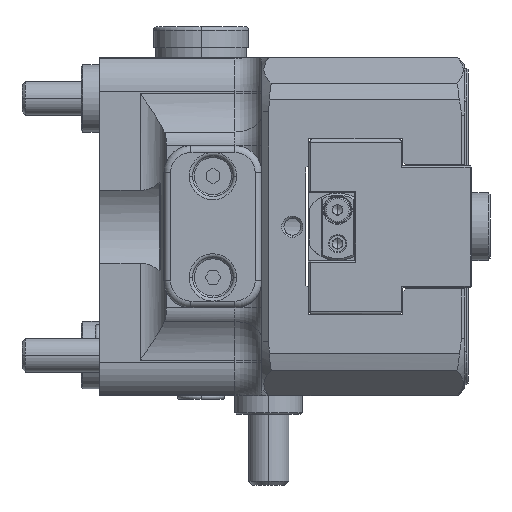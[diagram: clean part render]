
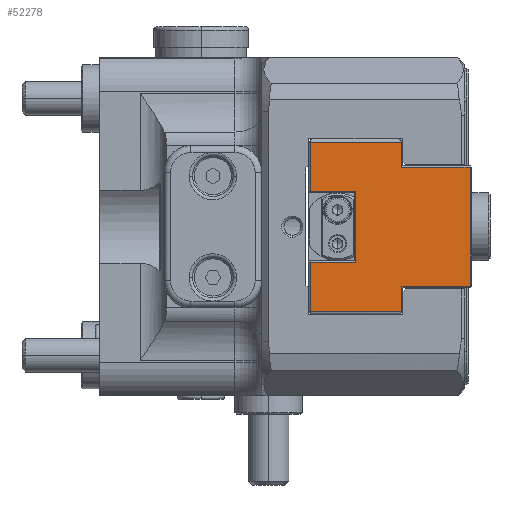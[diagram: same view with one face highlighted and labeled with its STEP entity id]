
A CAD part, left-side view. The second image highlights one B-rep face of the part: STEP entity #52278.
In plain terms, the highlighted planar face has unit normal (-1, 0, 0).
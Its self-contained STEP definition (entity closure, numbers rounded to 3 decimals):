
#361 = EDGE_CURVE ( 'NONE', #6342, #61374, #62888, .T. ) ;
#1109 = ORIENTED_EDGE ( 'NONE', *, *, #42276, .T. ) ;
#1442 = DIRECTION ( 'NONE',  ( 0., 0., -1. ) ) ;
#3571 = ORIENTED_EDGE ( 'NONE', *, *, #48266, .T. ) ;
#4045 = CARTESIAN_POINT ( 'NONE',  ( -49.256, 10.372, 8.8 ) ) ;
#4106 = ORIENTED_EDGE ( 'NONE', *, *, #49588, .T. ) ;
#4575 = DIRECTION ( 'NONE',  ( 0., 1., 0. ) ) ;
#5544 = LINE ( 'NONE', #37076, #58111 ) ;
#5781 = CARTESIAN_POINT ( 'NONE',  ( -49.256, 23.85, -12.519 ) ) ;
#6342 = VERTEX_POINT ( 'NONE', #29553 ) ;
#6512 = VERTEX_POINT ( 'NONE', #42146 ) ;
#7012 = LINE ( 'NONE', #61907, #34160 ) ;
#7379 = CARTESIAN_POINT ( 'NONE',  ( -49.256, 23.85, -12.519 ) ) ;
#7585 = CARTESIAN_POINT ( 'NONE',  ( -49.256, 10.372, 12.518 ) ) ;
#8708 = CARTESIAN_POINT ( 'NONE',  ( -49.256, 23.85, -5.25 ) ) ;
#8908 = CARTESIAN_POINT ( 'NONE',  ( -49.256, 17.15, -5.05 ) ) ;
#9100 = CARTESIAN_POINT ( 'NONE',  ( -49.256, 0.2, 9. ) ) ;
#9336 = CARTESIAN_POINT ( 'NONE',  ( -49.256, 23.85, 12.519 ) ) ;
#9629 = CARTESIAN_POINT ( 'NONE',  ( -49.256, 0., 0. ) ) ;
#10222 = EDGE_CURVE ( 'NONE', #33236, #12974, #18720, .T. ) ;
#12974 = VERTEX_POINT ( 'NONE', #67841 ) ;
#13417 = VECTOR ( 'NONE', #1442, 1000. ) ;
#13770 = EDGE_CURVE ( 'NONE', #6512, #38177, #70030, .T. ) ;
#15463 = ORIENTED_EDGE ( 'NONE', *, *, #52696, .T. ) ;
#15522 = CARTESIAN_POINT ( 'NONE',  ( -49.256, 17.35, 5.25 ) ) ;
#15741 = EDGE_CURVE ( 'NONE', #21188, #6342, #7012, .T. ) ;
#15808 = PLANE ( 'NONE',  #60896 ) ;
#18720 = LINE ( 'NONE', #8908, #31456 ) ;
#19524 = CARTESIAN_POINT ( 'NONE',  ( -49.256, 10.372, -8.8 ) ) ;
#19761 = ORIENTED_EDGE ( 'NONE', *, *, #37732, .T. ) ;
#20945 = DIRECTION ( 'NONE',  ( 0., -1., 0. ) ) ;
#21188 = VERTEX_POINT ( 'NONE', #5781 ) ;
#21227 = DIRECTION ( 'NONE',  ( 0., 0., -1. ) ) ;
#21451 = ORIENTED_EDGE ( 'NONE', *, *, #24228, .T. ) ;
#24228 = EDGE_CURVE ( 'NONE', #67093, #21188, #54932, .T. ) ;
#24309 = CARTESIAN_POINT ( 'NONE',  ( -49.256, 0., -8.8 ) ) ;
#29166 = LINE ( 'NONE', #24309, #52891 ) ;
#29553 = CARTESIAN_POINT ( 'NONE',  ( -49.256, 10.372, -12.518 ) ) ;
#29776 = DIRECTION ( 'NONE',  ( 0., -1., 0. ) ) ;
#30300 = LINE ( 'NONE', #7585, #49807 ) ;
#30315 = VECTOR ( 'NONE', #36141, 1000. ) ;
#30592 = VERTEX_POINT ( 'NONE', #35981 ) ;
#31456 = VECTOR ( 'NONE', #35940, 1000. ) ;
#31514 = LINE ( 'NONE', #69052, #60302 ) ;
#33236 = VERTEX_POINT ( 'NONE', #45130 ) ;
#33942 = CARTESIAN_POINT ( 'NONE',  ( -49.256, 23.85, -12.519 ) ) ;
#34077 = VECTOR ( 'NONE', #47250, 1000. ) ;
#34160 = VECTOR ( 'NONE', #45641, 1000. ) ;
#34680 = VECTOR ( 'NONE', #45351, 1000. ) ;
#35940 = DIRECTION ( 'NONE',  ( 0., 0., -1. ) ) ;
#35981 = CARTESIAN_POINT ( 'NONE',  ( -49.256, 10.372, 12.518 ) ) ;
#36004 = EDGE_CURVE ( 'NONE', #64767, #61037, #49129, .T. ) ;
#36141 = DIRECTION ( 'NONE',  ( 0., 0., 1. ) ) ;
#36577 = DIRECTION ( 'NONE',  ( 0., 1., 0. ) ) ;
#37076 = CARTESIAN_POINT ( 'NONE',  ( -49.256, 24.15, 12.519 ) ) ;
#37732 = EDGE_CURVE ( 'NONE', #61037, #33236, #60770, .T. ) ;
#38177 = VERTEX_POINT ( 'NONE', #4045 ) ;
#39854 = DIRECTION ( 'NONE',  ( 0., 0., 1. ) ) ;
#42146 = CARTESIAN_POINT ( 'NONE',  ( -49.256, 0.2, 8.8 ) ) ;
#42276 = EDGE_CURVE ( 'NONE', #59942, #6512, #62510, .T. ) ;
#43196 = ORIENTED_EDGE ( 'NONE', *, *, #13770, .T. ) ;
#45130 = CARTESIAN_POINT ( 'NONE',  ( -49.256, 17.15, 5.25 ) ) ;
#45351 = DIRECTION ( 'NONE',  ( 0., 0., -1. ) ) ;
#45641 = DIRECTION ( 'NONE',  ( 0., -1., 0. ) ) ;
#46441 = VECTOR ( 'NONE', #20945, 1000. ) ;
#46591 = CARTESIAN_POINT ( 'NONE',  ( -49.256, 0.2, -8.8 ) ) ;
#47008 = CARTESIAN_POINT ( 'NONE',  ( -49.256, 10.372, -9. ) ) ;
#47250 = DIRECTION ( 'NONE',  ( 0., 0., 1. ) ) ;
#48266 = EDGE_CURVE ( 'NONE', #30592, #64767, #5544, .T. ) ;
#49129 = LINE ( 'NONE', #7379, #34680 ) ;
#49474 = DIRECTION ( 'NONE',  ( 0., 1., 0. ) ) ;
#49588 = EDGE_CURVE ( 'NONE', #61374, #59942, #29166, .T. ) ;
#49807 = VECTOR ( 'NONE', #39854, 1000. ) ;
#50193 = FACE_OUTER_BOUND ( 'NONE', #54103, .T. ) ;
#52012 = ORIENTED_EDGE ( 'NONE', *, *, #10222, .T. ) ;
#52278 = ADVANCED_FACE ( 'NONE', ( #50193 ), #15808, .T. ) ;
#52696 = EDGE_CURVE ( 'NONE', #12974, #67093, #31514, .T. ) ;
#52891 = VECTOR ( 'NONE', #29776, 1000. ) ;
#53696 = DIRECTION ( 'NONE',  ( -1., 0., 0. ) ) ;
#54103 = EDGE_LOOP ( 'NONE', ( #54545, #19761, #52012, #15463, #21451, #59847, #61968, #4106, #1109, #43196, #66902, #3571 ) ) ;
#54545 = ORIENTED_EDGE ( 'NONE', *, *, #36004, .T. ) ;
#54625 = CARTESIAN_POINT ( 'NONE',  ( -49.256, 23.85, 5.25 ) ) ;
#54932 = LINE ( 'NONE', #33942, #13417 ) ;
#55568 = VECTOR ( 'NONE', #49474, 1000. ) ;
#56629 = EDGE_CURVE ( 'NONE', #38177, #30592, #30300, .T. ) ;
#58111 = VECTOR ( 'NONE', #4575, 1000. ) ;
#59847 = ORIENTED_EDGE ( 'NONE', *, *, #15741, .T. ) ;
#59942 = VERTEX_POINT ( 'NONE', #46591 ) ;
#60123 = CARTESIAN_POINT ( 'NONE',  ( -49.256, 10.172, 8.8 ) ) ;
#60302 = VECTOR ( 'NONE', #36577, 1000. ) ;
#60770 = LINE ( 'NONE', #15522, #46441 ) ;
#60896 = AXIS2_PLACEMENT_3D ( 'NONE', #9629, #53696, #21227 ) ;
#61037 = VERTEX_POINT ( 'NONE', #54625 ) ;
#61374 = VERTEX_POINT ( 'NONE', #19524 ) ;
#61907 = CARTESIAN_POINT ( 'NONE',  ( -49.256, 10.172, -12.518 ) ) ;
#61968 = ORIENTED_EDGE ( 'NONE', *, *, #361, .T. ) ;
#62510 = LINE ( 'NONE', #9100, #30315 ) ;
#62888 = LINE ( 'NONE', #47008, #34077 ) ;
#64767 = VERTEX_POINT ( 'NONE', #9336 ) ;
#66902 = ORIENTED_EDGE ( 'NONE', *, *, #56629, .T. ) ;
#67093 = VERTEX_POINT ( 'NONE', #8708 ) ;
#67841 = CARTESIAN_POINT ( 'NONE',  ( -49.256, 17.15, -5.25 ) ) ;
#69052 = CARTESIAN_POINT ( 'NONE',  ( -49.256, 23.85, -5.25 ) ) ;
#70030 = LINE ( 'NONE', #60123, #55568 ) ;
